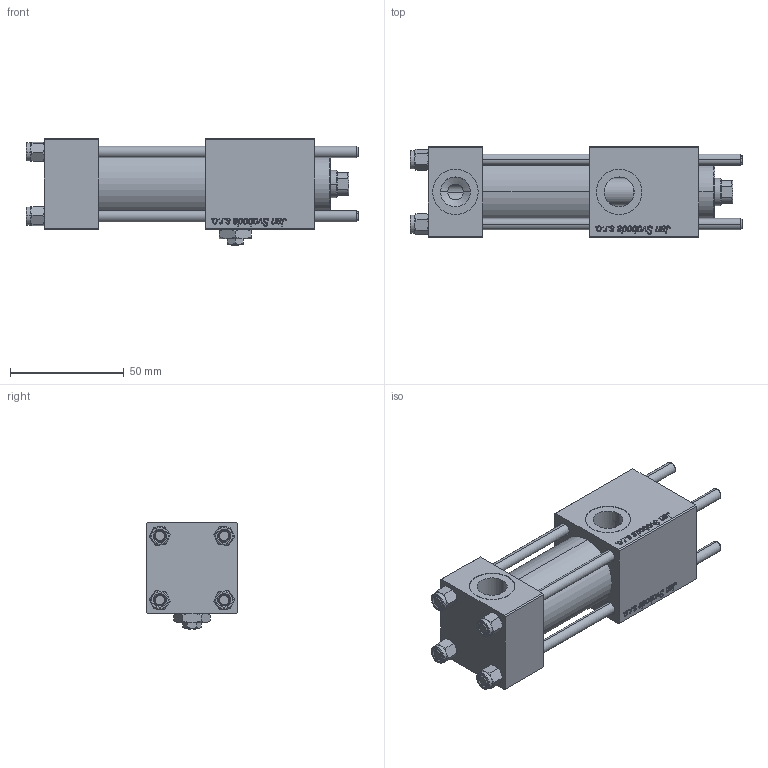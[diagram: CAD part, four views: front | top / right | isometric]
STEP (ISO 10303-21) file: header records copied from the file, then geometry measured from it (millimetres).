
FILE_DESCRIPTION (( 'STEP AP203' ), '1' );
FILE_NAME ('4743.STEP', '2022-04-15T11:35:13', ( '' ), ( '' ), 'SwSTEP 2.0', 'SolidWorks 2019', '' );
FILE_SCHEMA (( 'CONFIG_CONTROL_DESIGN' ));
Length unit declared in the file: millimetre
Products named in the file (7): 4743; NUT_M5_B 0c21ebb264758032c3c9414bcca78a7a; V215_VC_A 0c21ebb264758032c3c9414bcca78a7a; V215CR_B-1 0c21ebb264758032c3c9414bcca78a7a; V215CR_VCP_B 0c21ebb264758032c3c9414bcca78a7a; Zatka_pro_OIL_PORT 0c21ebb264758032c3c9414bcca78a7a; V215CR_B_TYCINKA 0c21ebb264758032c3c9414bcca78a7a
Assembly tree (12 placements, depth 2):
  4743
    V215CR_B-1 0c21ebb264758032c3c9414bcca78a7a
    V215CR_VCP_B 0c21ebb264758032c3c9414bcca78a7a
    NUT_M5_B 0c21ebb264758032c3c9414bcca78a7a  x4
    V215CR_B_TYCINKA 0c21ebb264758032c3c9414bcca78a7a  x4
    V215_VC_A 0c21ebb264758032c3c9414bcca78a7a
    Zatka_pro_OIL_PORT 0c21ebb264758032c3c9414bcca78a7a
Bounding box: 146 x 40 x 47 mm (x, y, z)
Volume: 144115.8 mm3; surface area: 59551 mm2
Topology: 12 solids, 12 shells, 1209 faces, 3055 edges, 1975 vertices
Faces by surface type: bspline 504, plane 455, cone 156, cylinder 86, torus 8
Entity records: 58610 total; most frequent: CARTESIAN_POINT 34639, ORIENTED_EDGE 5602, DIRECTION 3129, EDGE_CURVE 2801, VERTEX_POINT 1831, VECTOR 1483, LINE 1483, EDGE_LOOP 1216
